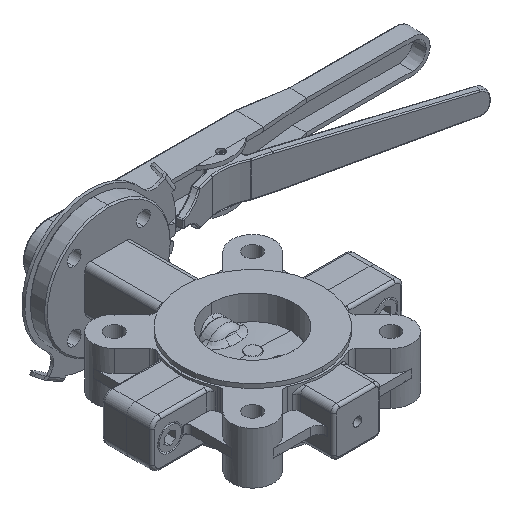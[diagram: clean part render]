
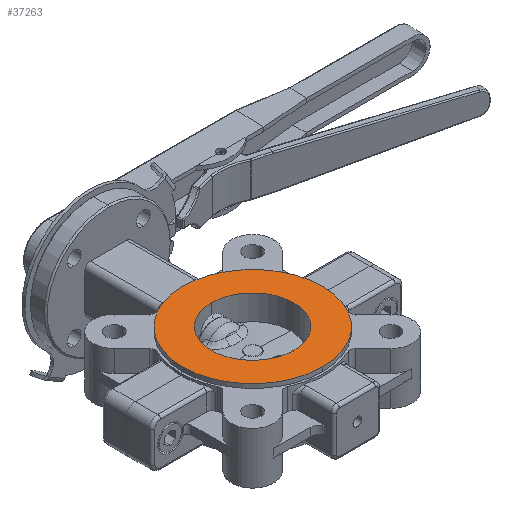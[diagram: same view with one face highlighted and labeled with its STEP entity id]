
A CAD part, isometric view. The second image highlights one B-rep face of the part: STEP entity #37263.
In plain terms, the highlighted planar face has unit normal (0, 0, 1).
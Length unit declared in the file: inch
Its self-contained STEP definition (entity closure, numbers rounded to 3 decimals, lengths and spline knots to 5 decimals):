
#357 = CARTESIAN_POINT ( 'NONE',  ( 0., 0., 0.84646 ) ) ;
#1074 = DIRECTION ( 'NONE',  ( 0., -1., 0. ) ) ;
#1083 = VERTEX_POINT ( 'NONE', #11666 ) ;
#2152 = AXIS2_PLACEMENT_3D ( 'NONE', #6854, #15620, #24521 ) ;
#2168 = DIRECTION ( 'NONE',  ( 0., -1., 0. ) ) ;
#2468 = VERTEX_POINT ( 'NONE', #20047 ) ;
#2481 = DIRECTION ( 'NONE',  ( 0., 0., 1. ) ) ;
#3765 = EDGE_CURVE ( 'NONE', #1083, #14804, #11798, .T. ) ;
#3962 = DIRECTION ( 'NONE',  ( 0., -1., 0. ) ) ;
#4409 = EDGE_CURVE ( 'NONE', #2468, #21627, #8288, .T. ) ;
#5185 = ORIENTED_EDGE ( 'NONE', *, *, #7600, .F. ) ;
#6625 = EDGE_LOOP ( 'NONE', ( #5185, #22953 ) ) ;
#6854 = CARTESIAN_POINT ( 'NONE',  ( 0., 0., 0.84646 ) ) ;
#7600 = EDGE_CURVE ( 'NONE', #14804, #1083, #19947, .T. ) ;
#8039 = CARTESIAN_POINT ( 'NONE',  ( 0., 0., 0.84646 ) ) ;
#8288 = CIRCLE ( 'NONE', #8907, 1.9685 ) ;
#8907 = AXIS2_PLACEMENT_3D ( 'NONE', #8039, #25352, #2168 ) ;
#10226 = AXIS2_PLACEMENT_3D ( 'NONE', #20831, #27094, #1074 ) ;
#11666 = CARTESIAN_POINT ( 'NONE',  ( 0., -1.16142, 0.84646 ) ) ;
#11798 = CIRCLE ( 'NONE', #20279, 1.16142 ) ;
#14804 = VERTEX_POINT ( 'NONE', #23219 ) ;
#15142 = FACE_OUTER_BOUND ( 'NONE', #25248, .T. ) ;
#15509 = PLANE ( 'NONE',  #10226 ) ;
#15620 = DIRECTION ( 'NONE',  ( 0., 0., 1. ) ) ;
#18757 = ORIENTED_EDGE ( 'NONE', *, *, #4409, .T. ) ;
#19453 = CARTESIAN_POINT ( 'NONE',  ( 0., 0., 0.84646 ) ) ;
#19947 = CIRCLE ( 'NONE', #22939, 1.16142 ) ;
#20047 = CARTESIAN_POINT ( 'NONE',  ( 0., -1.9685, 0.84646 ) ) ;
#20279 = AXIS2_PLACEMENT_3D ( 'NONE', #357, #30020, #3962 ) ;
#20831 = CARTESIAN_POINT ( 'NONE',  ( 0., 0., 0.84646 ) ) ;
#21627 = VERTEX_POINT ( 'NONE', #30580 ) ;
#22939 = AXIS2_PLACEMENT_3D ( 'NONE', #19453, #2481, #31210 ) ;
#22953 = ORIENTED_EDGE ( 'NONE', *, *, #3765, .F. ) ;
#23219 = CARTESIAN_POINT ( 'NONE',  ( 0., 1.16142, 0.84646 ) ) ;
#24087 = EDGE_CURVE ( 'NONE', #21627, #2468, #25822, .T. ) ;
#24521 = DIRECTION ( 'NONE',  ( 0., -1., 0. ) ) ;
#25248 = EDGE_LOOP ( 'NONE', ( #32417, #18757 ) ) ;
#25352 = DIRECTION ( 'NONE',  ( 0., 0., 1. ) ) ;
#25822 = CIRCLE ( 'NONE', #2152, 1.9685 ) ;
#26726 = FACE_BOUND ( 'NONE', #6625, .T. ) ;
#27094 = DIRECTION ( 'NONE',  ( 0., 0., 1. ) ) ;
#30020 = DIRECTION ( 'NONE',  ( 0., 0., 1. ) ) ;
#30580 = CARTESIAN_POINT ( 'NONE',  ( 0., 1.9685, 0.84646 ) ) ;
#31210 = DIRECTION ( 'NONE',  ( 0., -1., 0. ) ) ;
#32417 = ORIENTED_EDGE ( 'NONE', *, *, #24087, .T. ) ;
#37263 = ADVANCED_FACE ( 'NONE', ( #15142, #26726 ), #15509, .T. ) ;
